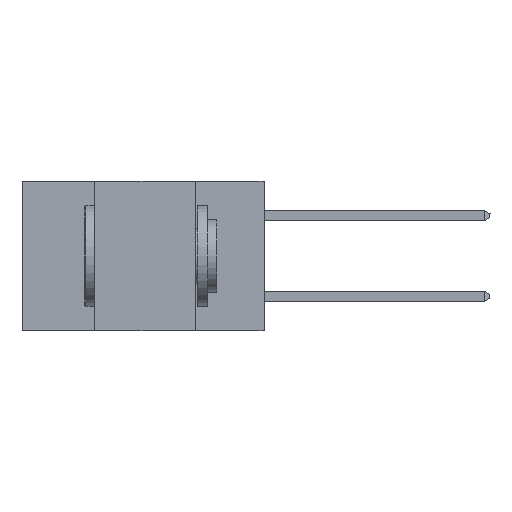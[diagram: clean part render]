
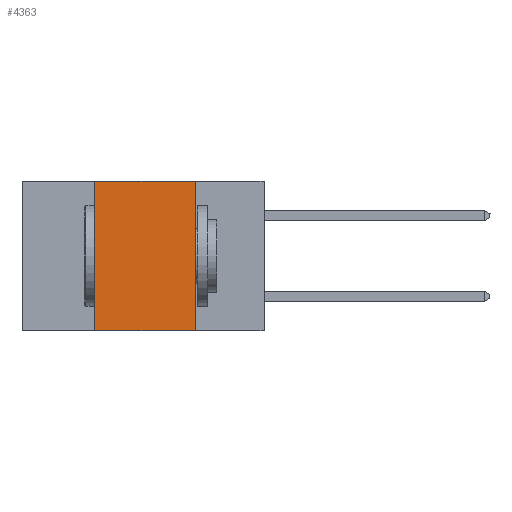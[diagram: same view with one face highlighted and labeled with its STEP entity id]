
A CAD part, left-side view. The second image highlights one B-rep face of the part: STEP entity #4363.
In plain terms, the highlighted planar face has unit normal (-1, 0, 0).
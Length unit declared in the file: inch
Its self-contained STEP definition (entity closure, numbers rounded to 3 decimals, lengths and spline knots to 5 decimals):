
#239 = DIRECTION ( 'NONE',  ( 0., -1., 0. ) ) ;
#1815 = CARTESIAN_POINT ( 'NONE',  ( 0., 0.17, 0. ) ) ;
#1863 = LINE ( 'NONE', #18761, #19659 ) ;
#2049 = CARTESIAN_POINT ( 'NONE',  ( 0., 0.6, -0.37 ) ) ;
#2923 = CARTESIAN_POINT ( 'NONE',  ( 0., 0.17, 0. ) ) ;
#3291 = CARTESIAN_POINT ( 'NONE',  ( 0., 0.42, -0.37 ) ) ;
#3921 = EDGE_LOOP ( 'NONE', ( #7655, #11679, #27066, #23431 ) ) ;
#4363 = ADVANCED_FACE ( 'NONE', ( #6530 ), #23257, .F. ) ;
#5801 = CARTESIAN_POINT ( 'NONE',  ( 0., 0.42, 0. ) ) ;
#6530 = FACE_OUTER_BOUND ( 'NONE', #3921, .T. ) ;
#7088 = DIRECTION ( 'NONE',  ( 0., 0., -1. ) ) ;
#7154 = VERTEX_POINT ( 'NONE', #3291 ) ;
#7212 = CARTESIAN_POINT ( 'NONE',  ( 0., 0.17, -0.37 ) ) ;
#7337 = CARTESIAN_POINT ( 'NONE',  ( 0., 0.42, 0. ) ) ;
#7655 = ORIENTED_EDGE ( 'NONE', *, *, #14147, .F. ) ;
#9056 = VERTEX_POINT ( 'NONE', #1815 ) ;
#10409 = AXIS2_PLACEMENT_3D ( 'NONE', #25618, #11681, #7088 ) ;
#11679 = ORIENTED_EDGE ( 'NONE', *, *, #16142, .F. ) ;
#11681 = DIRECTION ( 'NONE',  ( 1., 0., 0. ) ) ;
#13220 = LINE ( 'NONE', #2049, #17582 ) ;
#13492 = LINE ( 'NONE', #7337, #22566 ) ;
#14143 = DIRECTION ( 'NONE',  ( 0., 0., 1. ) ) ;
#14147 = EDGE_CURVE ( 'NONE', #9056, #20257, #23435, .T. ) ;
#16142 = EDGE_CURVE ( 'NONE', #25897, #9056, #1863, .T. ) ;
#17582 = VECTOR ( 'NONE', #18079, 39.37008 ) ;
#18079 = DIRECTION ( 'NONE',  ( 0., -1., 0. ) ) ;
#18761 = CARTESIAN_POINT ( 'NONE',  ( 0., 0.6, 0. ) ) ;
#19444 = VECTOR ( 'NONE', #26328, 39.37008 ) ;
#19659 = VECTOR ( 'NONE', #239, 39.37008 ) ;
#20257 = VERTEX_POINT ( 'NONE', #7212 ) ;
#22566 = VECTOR ( 'NONE', #14143, 39.37008 ) ;
#23007 = EDGE_CURVE ( 'NONE', #7154, #20257, #13220, .T. ) ;
#23257 = PLANE ( 'NONE',  #10409 ) ;
#23431 = ORIENTED_EDGE ( 'NONE', *, *, #23007, .T. ) ;
#23435 = LINE ( 'NONE', #2923, #19444 ) ;
#24772 = EDGE_CURVE ( 'NONE', #7154, #25897, #13492, .T. ) ;
#25618 = CARTESIAN_POINT ( 'NONE',  ( 0., 0.6, 0. ) ) ;
#25897 = VERTEX_POINT ( 'NONE', #5801 ) ;
#26328 = DIRECTION ( 'NONE',  ( 0., 0., -1. ) ) ;
#27066 = ORIENTED_EDGE ( 'NONE', *, *, #24772, .F. ) ;
